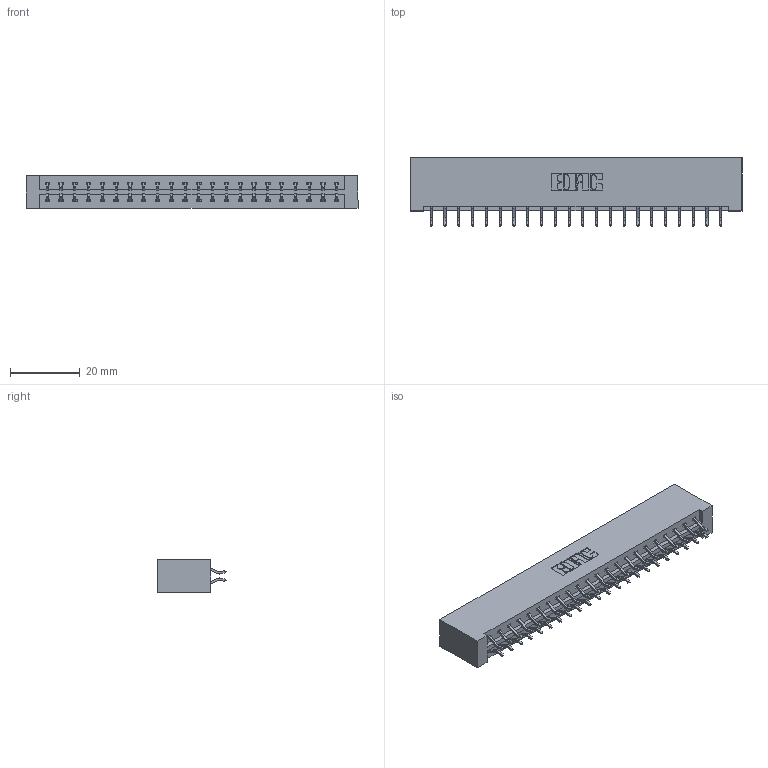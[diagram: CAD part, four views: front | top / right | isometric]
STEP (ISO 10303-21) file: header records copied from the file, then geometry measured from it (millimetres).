
FILE_DESCRIPTION (( 'STEP AP203' ), '1' );
FILE_NAME ('833-044-556-201.STEP', '2020-06-04T01:50:25', ( '' ), ( '' ), 'SwSTEP 2.0', 'SolidWorks 2020', '' );
FILE_SCHEMA (( 'CONFIG_CONTROL_DESIGN' ));
Length unit declared in the file: inch
Products named in the file (3): 833 Part_Lugless; 833-044-556-201; 345-292-001_556 Tail
Assembly tree (45 placements, depth 2):
  833-044-556-201
    833 Part_Lugless
    345-292-001_556 Tail  x44
Bounding box: 95.43 x 19.57 x 9.4 mm (x, y, z)
Volume: 10186.1 mm3; surface area: 11808.5 mm2
Topology: 45 solids, 45 shells, 2658 faces, 7899 edges, 5206 vertices
Faces by surface type: plane 1826, cylinder 832
Entity records: 16683 total; most frequent: CARTESIAN_POINT 2802, ORIENTED_EDGE 2726, DIRECTION 2411, EDGE_CURVE 1363, LINE 1235, VECTOR 1235, VERTEX_POINT 906, AXIS2_PLACEMENT_3D 588
